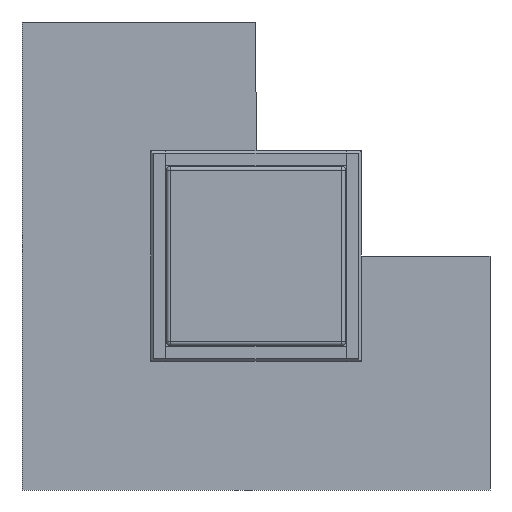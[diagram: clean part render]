
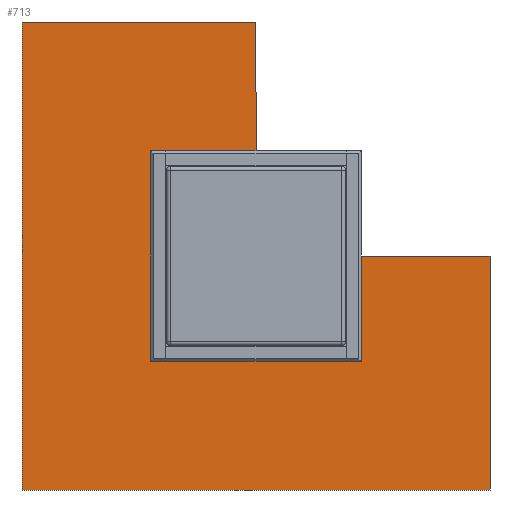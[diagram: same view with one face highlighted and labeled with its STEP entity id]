
A CAD part, front view. The second image highlights one B-rep face of the part: STEP entity #713.
In plain terms, the highlighted planar face has unit normal (0, -1, 0).
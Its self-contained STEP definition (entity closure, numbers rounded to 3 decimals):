
#713 = ADVANCED_FACE( '', ( #1544 ), #1545, .F. );
#1544 = FACE_OUTER_BOUND( '', #2663, .T. );
#1545 = PLANE( '', #2664 );
#2663 = EDGE_LOOP( '', ( #4529, #4530, #4531, #4532, #4533, #4534, #4535 ) );
#2664 = AXIS2_PLACEMENT_3D( '', #4536, #4537, #4538 );
#4529 = ORIENTED_EDGE( '', *, *, #7044, .T. );
#4530 = ORIENTED_EDGE( '', *, *, #6596, .T. );
#4531 = ORIENTED_EDGE( '', *, *, #6996, .T. );
#4532 = ORIENTED_EDGE( '', *, *, #7045, .T. );
#4533 = ORIENTED_EDGE( '', *, *, #6991, .T. );
#4534 = ORIENTED_EDGE( '', *, *, #7046, .T. );
#4535 = ORIENTED_EDGE( '', *, *, #7047, .T. );
#4536 = CARTESIAN_POINT( '', ( 0., 0., 0. ) );
#4537 = DIRECTION( '', ( 0., 1., 0. ) );
#4538 = DIRECTION( '', ( 0., 0., 1. ) );
#6596 = EDGE_CURVE( '', #8037, #8038, #8039, .T. );
#6991 = EDGE_CURVE( '', #8675, #8676, #8677, .T. );
#6996 = EDGE_CURVE( '', #8038, #8684, #8685, .T. );
#7044 = EDGE_CURVE( '', #8751, #8037, #8752, .T. );
#7045 = EDGE_CURVE( '', #8684, #8675, #8753, .T. );
#7046 = EDGE_CURVE( '', #8676, #8754, #8755, .T. );
#7047 = EDGE_CURVE( '', #8754, #8751, #8756, .T. );
#8037 = VERTEX_POINT( '', #9846 );
#8038 = VERTEX_POINT( '', #9847 );
#8039 = LINE( '', #9848, #9849 );
#8675 = VERTEX_POINT( '', #10847 );
#8676 = VERTEX_POINT( '', #10848 );
#8677 = LINE( '', #10849, #10850 );
#8684 = VERTEX_POINT( '', #10860 );
#8685 = LINE( '', #10861, #10862 );
#8751 = VERTEX_POINT( '', #10958 );
#8752 = CIRCLE( '', #10959, 8. );
#8753 = LINE( '', #10960, #10961 );
#8754 = VERTEX_POINT( '', #10962 );
#8755 = LINE( '', #10963, #10964 );
#8756 = LINE( '', #10965, #10966 );
#9846 = CARTESIAN_POINT( '', ( 0., 0., 8. ) );
#9847 = CARTESIAN_POINT( '', ( 0., 0., 20. ) );
#9848 = CARTESIAN_POINT( '', ( 0., 0., 8. ) );
#9849 = VECTOR( '', #12333, 1000. );
#10847 = CARTESIAN_POINT( '', ( -20., 0., -20. ) );
#10848 = CARTESIAN_POINT( '', ( 20., 0., -20. ) );
#10849 = CARTESIAN_POINT( '', ( -20., 0., -20. ) );
#10850 = VECTOR( '', #12704, 1000. );
#10860 = CARTESIAN_POINT( '', ( -20., 0., 20. ) );
#10861 = CARTESIAN_POINT( '', ( 0., 0., 20. ) );
#10862 = VECTOR( '', #12708, 1000. );
#10958 = CARTESIAN_POINT( '', ( 8., 0., 0. ) );
#10959 = AXIS2_PLACEMENT_3D( '', #12757, #12758, #12759 );
#10960 = CARTESIAN_POINT( '', ( -20., 0., 20. ) );
#10961 = VECTOR( '', #12760, 1000. );
#10962 = CARTESIAN_POINT( '', ( 20., 0., 0. ) );
#10963 = CARTESIAN_POINT( '', ( 20., 0., -20. ) );
#10964 = VECTOR( '', #12761, 1000. );
#10965 = CARTESIAN_POINT( '', ( 20., 0., 0. ) );
#10966 = VECTOR( '', #12762, 1000. );
#12333 = DIRECTION( '', ( 0., 0., 1. ) );
#12704 = DIRECTION( '', ( 1., 0., 0. ) );
#12708 = DIRECTION( '', ( -1., 0., 0. ) );
#12757 = CARTESIAN_POINT( '', ( 0., 0., 0. ) );
#12758 = DIRECTION( '', ( 0., 1., 0. ) );
#12759 = DIRECTION( '', ( 1., 0., 0. ) );
#12760 = DIRECTION( '', ( 0., 0., -1. ) );
#12761 = DIRECTION( '', ( 0., 0., 1. ) );
#12762 = DIRECTION( '', ( -1., 0., 0. ) );
